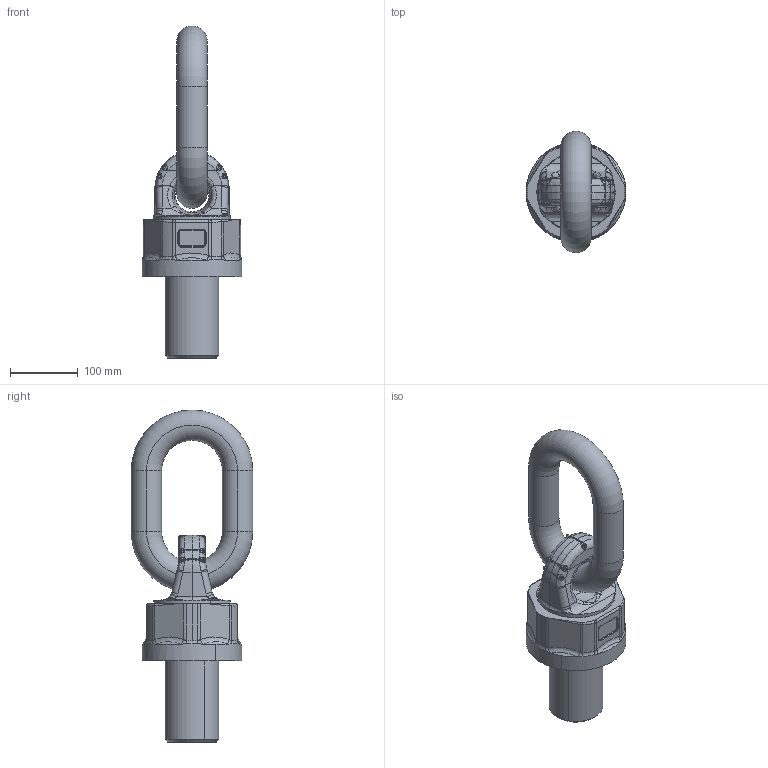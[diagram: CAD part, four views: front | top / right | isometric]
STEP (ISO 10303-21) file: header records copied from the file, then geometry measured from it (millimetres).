
FILE_DESCRIPTION(('CATIA V5 STEP Exchange'),'2;1');
FILE_NAME('8-251-350-01.stp','2017-09-26T05:43:37+00:00',('none'),('none'),'CATIA Version 5 Release 21 GA (IN-10)','CATIA V5 STEP AP203','none');
FILE_SCHEMA(('CONFIG_CONTROL_DESIGN'));
Length unit declared in the file: millimetre
Products named in the file (1): 產品1
Assembly tree (2 placements, depth 2):
  產品1
    #58
    #20226
Bounding box: 147.96 x 180 x 491.75 mm (x, y, z)
Volume: 3660089.1 mm3; surface area: 251833.7 mm2
Topology: 3 solids, 3 shells, 394 faces, 942 edges, 538 vertices
Faces by surface type: bspline 186, cylinder 93, torus 32, cone 30, plane 29, sphere 20, revolution 4
Entity records: 26315 total; most frequent: CARTESIAN_POINT 19266, ORIENTED_EDGE 1844, EDGE_CURVE 922, DIRECTION 676, B_SPLINE_CURVE_WITH_KNOTS 586, VERTEX_POINT 538, EDGE_LOOP 402, ADVANCED_FACE 394
